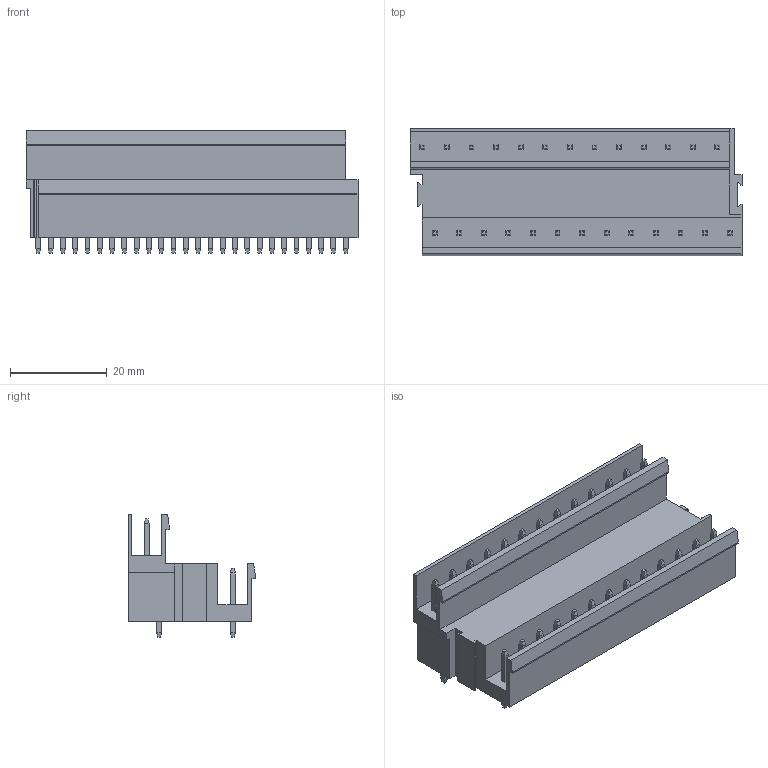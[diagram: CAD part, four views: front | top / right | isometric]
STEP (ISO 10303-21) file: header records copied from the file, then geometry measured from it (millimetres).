
FILE_DESCRIPTION(('CATIA V5 STEP Exchange','CAx-IF Rec.Pracs.--- Model Styling and Organization---1.2---2011-12-15'),'2;1');
FILE_NAME ('D1454963_0_1725760000_1725760000.stp','2018-11-10T04:51:44+00:00',('none'),('Weidmueller'),'CATIA Version 5-6 Release 2014','CATIA V5 STEP AP214','none');
FILE_SCHEMA(('AUTOMOTIVE_DESIGN { 1 0 10303 214 1 1 1 1 }'));
Length unit declared in the file: millimetre
Products named in the file (1): 1725760000
Bounding box: 68.58 x 26.28 x 25.36 mm (x, y, z)
Volume: 18996.7 mm3; surface area: 12314.3 mm2
Topology: 27 solids, 27 shells, 723 faces, 1799 edges, 1130 vertices
Faces by surface type: plane 619, cylinder 104
Entity records: 18646 total; most frequent: ORIENTED_EDGE 3598, CARTESIAN_POINT 3419, DIRECTION 2153, EDGE_CURVE 1799, VECTOR 1383, LINE 1383, VERTEX_POINT 1130, EDGE_LOOP 775
